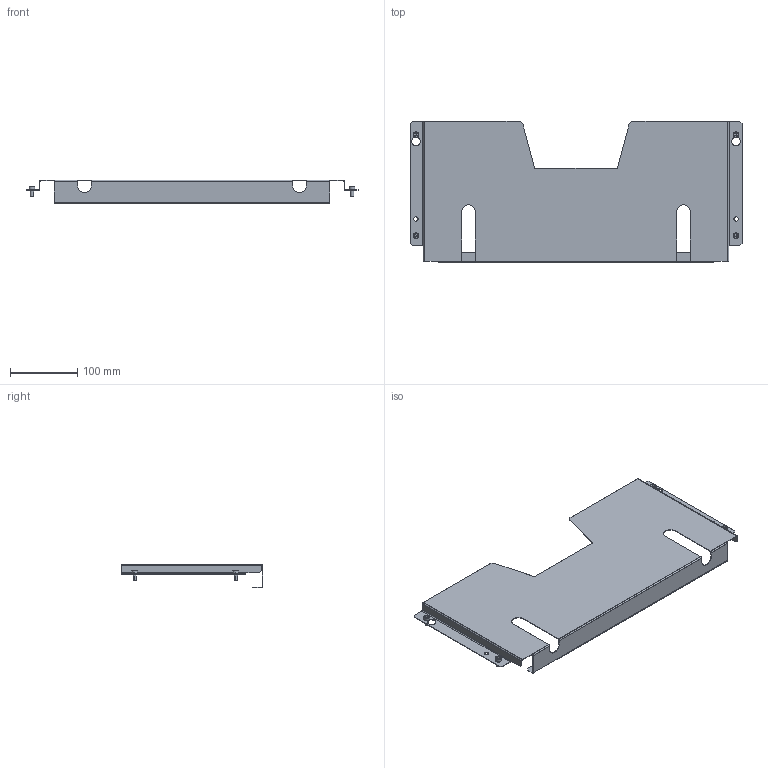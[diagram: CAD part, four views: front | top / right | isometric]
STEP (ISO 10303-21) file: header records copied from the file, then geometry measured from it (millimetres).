
FILE_DESCRIPTION (( 'STEP AP203' ), '1' );
FILE_NAME ('U3121214903 Êàðìàí äëÿ äîêóìåíòàöèè ìåòàëëè÷åñêèé À3 (000.801.312-01).STEP', '2022-04-26T10:42:52', ( '' ), ( '' ), 'SwSTEP 2.0', 'SolidWorks 2017', '' );
FILE_SCHEMA (( 'CONFIG_CONTROL_DESIGN' ));
Length unit declared in the file: millimetre
Products named in the file (3): U3121214903 Êàðìàí äëÿ äîêóìåíòàöèè ìåòàëëè÷åñêèé À3 (000.801.312-01); Âèíò DIN 7500_Œ5å10; 040-170 Êàðìàí äëÿ äîêóìåíòàöèè_01 (€3)
Assembly tree (5 placements, depth 2):
  U3121214903 Êàðìàí äëÿ äîêóìåíòàöèè ìåòàëëè÷åñêèé À3 (000.801.312-01)
    040-170 Êàðìàí äëÿ äîêóìåíòàöèè_01 (€3)
    Âèíò DIN 7500_Œ5å10  x4
Bounding box: 492.5 x 210 x 35 mm (x, y, z)
Volume: 91664.6 mm3; surface area: 228332.9 mm2
Topology: 5 solids, 5 shells, 220 faces, 510 edges, 296 vertices
Faces by surface type: plane 136, cylinder 52, cone 16, torus 16
Entity records: 4381 total; most frequent: DIRECTION 724, CARTESIAN_POINT 678, ORIENTED_EDGE 668, EDGE_CURVE 334, AXIS2_PLACEMENT_3D 243, VECTOR 238, LINE 238, VERTEX_POINT 197
